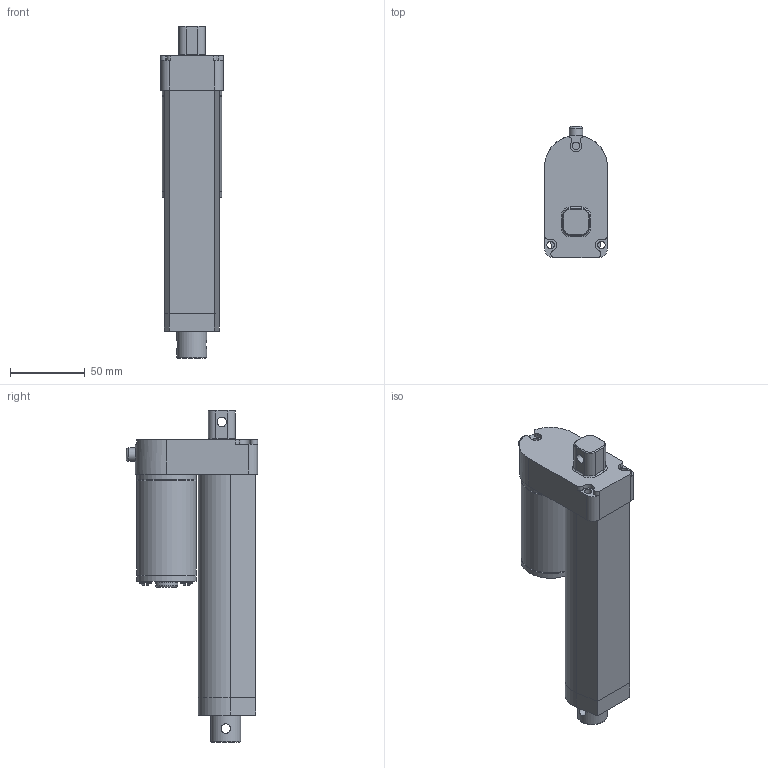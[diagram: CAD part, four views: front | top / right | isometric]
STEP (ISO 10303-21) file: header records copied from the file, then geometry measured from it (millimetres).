
FILE_DESCRIPTION(/* description */ (''),/* implementation_level */ '2;1');
FILE_NAME(/* name */ 'Linear actuator 100mm.step',/* time_stamp */ '2020-03-27T08:50:23+01:00',/* author */ (''),/* organization */ (''),/* preprocessor_version */ 'ST-DEVELOPER v18',/* originating_system */ 'Autodesk Translation Framework v8.12.0.6',/* authorisation */ '');
FILE_SCHEMA (('AUTOMOTIVE_DESIGN { 1 0 10303 214 3 1 1 }'));
Length unit declared in the file: millimetre
Products named in the file (4): Linearmotor 100mm neu; Linearmotor; Piston; Schrauben für Motor
Assembly tree (3 placements, depth 2):
  Linearmotor 100mm neu
    Linearmotor
    Piston
    Schrauben für Motor
Bounding box: 42 x 88.03 x 222.7 mm (x, y, z)
Volume: 364786.9 mm3; surface area: 66466.9 mm2
Topology: 6 solids, 7 shells, 190 faces, 496 edges, 324 vertices
Faces by surface type: plane 87, cylinder 60, cone 18, torus 15, bspline 6, sphere 4
Full cylindrical faces by diameter (mm): 4 x20, 5 x3, 6.4 x2, 8 x2, 9 x1, 15 x1, 20 x2, 40 x3
Entity records: 9986 total; most frequent: CARTESIAN_POINT 5215, ORIENTED_EDGE 992, DIRECTION 969, EDGE_CURVE 496, AXIS2_PLACEMENT_3D 369, VERTEX_POINT 324, LINE 231, VECTOR 231
